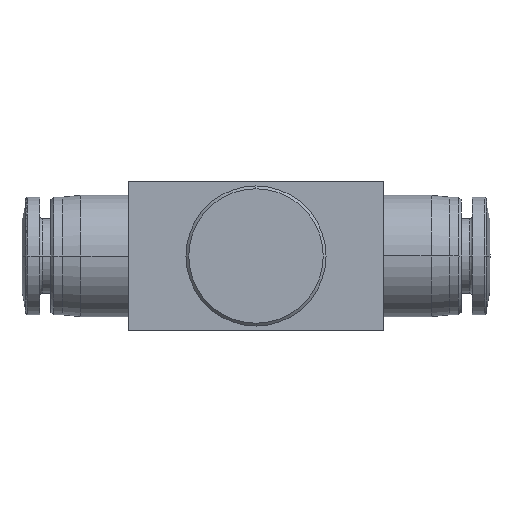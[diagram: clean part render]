
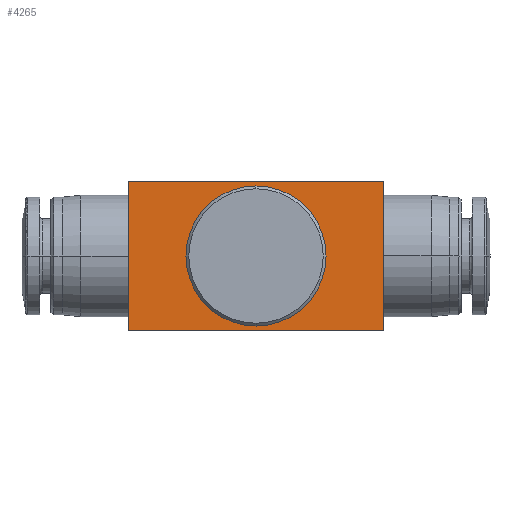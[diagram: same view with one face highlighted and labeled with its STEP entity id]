
A CAD part, front view. The second image highlights one B-rep face of the part: STEP entity #4265.
In plain terms, the highlighted planar face has unit normal (0, -1, 0).
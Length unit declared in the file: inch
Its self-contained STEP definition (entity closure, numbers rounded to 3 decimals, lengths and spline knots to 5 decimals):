
#372 = CARTESIAN_POINT ( 'NONE',  ( 0.5374, 0.07087, 0.31496 ) ) ;
#429 = DIRECTION ( 'NONE',  ( -1., 0., 0. ) ) ;
#669 = FACE_BOUND ( 'NONE', #18115, .T. ) ;
#763 = CARTESIAN_POINT ( 'NONE',  ( -0.5374, 0.07087, 0. ) ) ;
#872 = VECTOR ( 'NONE', #14568, 39.37008 ) ;
#963 = PLANE ( 'NONE',  #24952 ) ;
#1048 = DIRECTION ( 'NONE',  ( 0., 0., -1. ) ) ;
#3555 = CARTESIAN_POINT ( 'NONE',  ( -0.5374, 0.07087, 0.31496 ) ) ;
#4265 = ADVANCED_FACE ( 'NONE', ( #669, #10694 ), #963, .T. ) ;
#4421 = VERTEX_POINT ( 'NONE', #5542 ) ;
#4960 = EDGE_CURVE ( 'NONE', #24847, #14070, #21164, .T. ) ;
#5091 = VECTOR ( 'NONE', #22978, 39.37008 ) ;
#5511 = AXIS2_PLACEMENT_3D ( 'NONE', #9622, #23171, #11589 ) ;
#5542 = CARTESIAN_POINT ( 'NONE',  ( 0., 0.07087, -0.29528 ) ) ;
#6003 = VECTOR ( 'NONE', #429, 39.37008 ) ;
#6723 = CARTESIAN_POINT ( 'NONE',  ( 0., 0.07087, 0.29528 ) ) ;
#6997 = ORIENTED_EDGE ( 'NONE', *, *, #14725, .T. ) ;
#7391 = EDGE_CURVE ( 'NONE', #20314, #15789, #22461, .T. ) ;
#7944 = CIRCLE ( 'NONE', #5511, 0.29528 ) ;
#8617 = DIRECTION ( 'NONE',  ( 0., 1., 0. ) ) ;
#8795 = CIRCLE ( 'NONE', #15136, 0.29528 ) ;
#9526 = CARTESIAN_POINT ( 'NONE',  ( -0.29528, 0.07087, -0.31496 ) ) ;
#9622 = CARTESIAN_POINT ( 'NONE',  ( 0., 0.07087, 0. ) ) ;
#9792 = VERTEX_POINT ( 'NONE', #6723 ) ;
#10082 = ORIENTED_EDGE ( 'NONE', *, *, #4960, .T. ) ;
#10694 = FACE_OUTER_BOUND ( 'NONE', #18064, .T. ) ;
#11264 = LINE ( 'NONE', #14301, #6003 ) ;
#11447 = EDGE_CURVE ( 'NONE', #4421, #9792, #8795, .T. ) ;
#11589 = DIRECTION ( 'NONE',  ( 0., 0., 1. ) ) ;
#12179 = VECTOR ( 'NONE', #14618, 39.37008 ) ;
#12951 = DIRECTION ( 'NONE',  ( 0., -1., 0. ) ) ;
#13382 = EDGE_CURVE ( 'NONE', #9792, #4421, #7944, .T. ) ;
#14070 = VERTEX_POINT ( 'NONE', #372 ) ;
#14301 = CARTESIAN_POINT ( 'NONE',  ( -0.29528, 0.07087, 0.31496 ) ) ;
#14568 = DIRECTION ( 'NONE',  ( 0., 0., 1. ) ) ;
#14618 = DIRECTION ( 'NONE',  ( 0., 0., 1. ) ) ;
#14725 = EDGE_CURVE ( 'NONE', #20314, #24847, #20064, .T. ) ;
#15136 = AXIS2_PLACEMENT_3D ( 'NONE', #20228, #8617, #22155 ) ;
#15789 = VERTEX_POINT ( 'NONE', #3555 ) ;
#16534 = CARTESIAN_POINT ( 'NONE',  ( 0.5374, 0.07087, 0. ) ) ;
#17521 = EDGE_CURVE ( 'NONE', #14070, #15789, #11264, .T. ) ;
#18064 = EDGE_LOOP ( 'NONE', ( #6997, #10082, #20015, #20461 ) ) ;
#18115 = EDGE_LOOP ( 'NONE', ( #20131, #21717 ) ) ;
#20015 = ORIENTED_EDGE ( 'NONE', *, *, #17521, .T. ) ;
#20064 = LINE ( 'NONE', #9526, #5091 ) ;
#20131 = ORIENTED_EDGE ( 'NONE', *, *, #13382, .T. ) ;
#20228 = CARTESIAN_POINT ( 'NONE',  ( 0., 0.07087, 0. ) ) ;
#20314 = VERTEX_POINT ( 'NONE', #25408 ) ;
#20461 = ORIENTED_EDGE ( 'NONE', *, *, #7391, .F. ) ;
#21164 = LINE ( 'NONE', #16534, #872 ) ;
#21717 = ORIENTED_EDGE ( 'NONE', *, *, #11447, .T. ) ;
#22155 = DIRECTION ( 'NONE',  ( 0., 0., 1. ) ) ;
#22461 = LINE ( 'NONE', #763, #12179 ) ;
#22966 = CARTESIAN_POINT ( 'NONE',  ( 0.5374, 0.07087, -0.31496 ) ) ;
#22978 = DIRECTION ( 'NONE',  ( 1., 0., 0. ) ) ;
#23171 = DIRECTION ( 'NONE',  ( 0., 1., 0. ) ) ;
#24514 = CARTESIAN_POINT ( 'NONE',  ( -0.29528, 0.07087, 0. ) ) ;
#24847 = VERTEX_POINT ( 'NONE', #22966 ) ;
#24952 = AXIS2_PLACEMENT_3D ( 'NONE', #24514, #12951, #1048 ) ;
#25408 = CARTESIAN_POINT ( 'NONE',  ( -0.5374, 0.07087, -0.31496 ) ) ;
